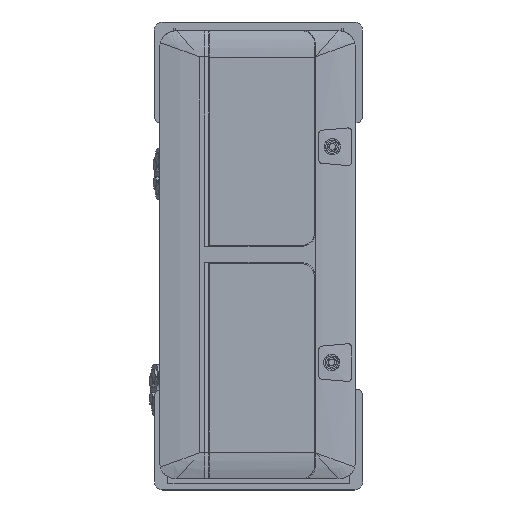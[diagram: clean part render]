
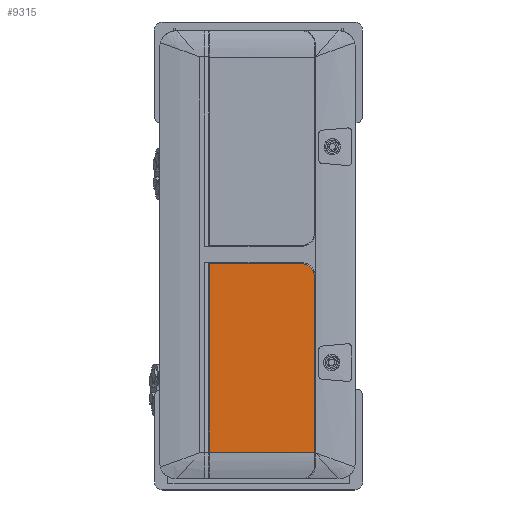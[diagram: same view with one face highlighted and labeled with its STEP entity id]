
A CAD part, top view. The second image highlights one B-rep face of the part: STEP entity #9315.
In plain terms, the highlighted planar face has unit normal (0, 0, 1).
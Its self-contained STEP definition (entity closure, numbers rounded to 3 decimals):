
#9287=AXIS2_PLACEMENT_3D('Plane Axis2P3D',#9284,#9285,#9286) ;
#9291=AXIS2_PLACEMENT_3D('Circle Axis2P3D',#9289,#9290,$) ;
#9173=CARTESIAN_POINT('Vertex',(35.,-117.547,5.)) ;
#9176=CARTESIAN_POINT('Line Origine',(2.65,-117.547,5.)) ;
#9180=CARTESIAN_POINT('Vertex',(-29.7,-117.547,5.)) ;
#9267=CARTESIAN_POINT('Vertex',(35.,-9.788,5.)) ;
#9270=CARTESIAN_POINT('Line Origine',(35.,-63.667,5.)) ;
#9284=CARTESIAN_POINT('Axis2P3D Location',(35.,-1.788,5.)) ;
#9289=CARTESIAN_POINT('Axis2P3D Location',(27.,-9.788,5.)) ;
#9293=CARTESIAN_POINT('Vertex',(27.,-1.788,5.)) ;
#9296=CARTESIAN_POINT('Line Origine',(-1.35,-1.788,5.)) ;
#9300=CARTESIAN_POINT('Vertex',(-29.7,-1.788,5.)) ;
#9303=CARTESIAN_POINT('Line Origine',(-29.7,-59.667,5.)) ;
#9177=DIRECTION('Vector Direction',(1.,0.,0.)) ;
#9271=DIRECTION('Vector Direction',(0.,1.,0.)) ;
#9285=DIRECTION('Axis2P3D Direction',(0.,0.,-1.)) ;
#9286=DIRECTION('Axis2P3D XDirection',(-1.,0.,0.)) ;
#9290=DIRECTION('Axis2P3D Direction',(0.,0.,-1.)) ;
#9297=DIRECTION('Vector Direction',(1.,0.,0.)) ;
#9304=DIRECTION('Vector Direction',(0.,1.,0.)) ;
#9178=VECTOR('Line Direction',#9177,1.) ;
#9272=VECTOR('Line Direction',#9271,1.) ;
#9298=VECTOR('Line Direction',#9297,1.) ;
#9305=VECTOR('Line Direction',#9304,1.) ;
#9309=ORIENTED_EDGE('',*,*,#9182,.F.) ;
#9310=ORIENTED_EDGE('',*,*,#9274,.T.) ;
#9311=ORIENTED_EDGE('',*,*,#9295,.F.) ;
#9312=ORIENTED_EDGE('',*,*,#9302,.F.) ;
#9313=ORIENTED_EDGE('',*,*,#9307,.F.) ;
#9315=ADVANCED_FACE('EB00521AA.1',(#9314),#9288,.F.) ;
#9292=CIRCLE('generated circle',#9291,8.) ;
#9182=EDGE_CURVE('',#9174,#9181,#9179,.F.) ;
#9274=EDGE_CURVE('',#9174,#9268,#9273,.T.) ;
#9295=EDGE_CURVE('',#9294,#9268,#9292,.T.) ;
#9302=EDGE_CURVE('',#9301,#9294,#9299,.T.) ;
#9307=EDGE_CURVE('',#9181,#9301,#9306,.T.) ;
#9308=EDGE_LOOP('',(#9309,#9310,#9311,#9312,#9313)) ;
#9314=FACE_OUTER_BOUND('',#9308,.T.) ;
#9179=LINE('Line',#9176,#9178) ;
#9273=LINE('Line',#9270,#9272) ;
#9299=LINE('Line',#9296,#9298) ;
#9306=LINE('Line',#9303,#9305) ;
#9288=PLANE('',#9287) ;
#9174=VERTEX_POINT('',#9173) ;
#9181=VERTEX_POINT('',#9180) ;
#9268=VERTEX_POINT('',#9267) ;
#9294=VERTEX_POINT('',#9293) ;
#9301=VERTEX_POINT('',#9300) ;
